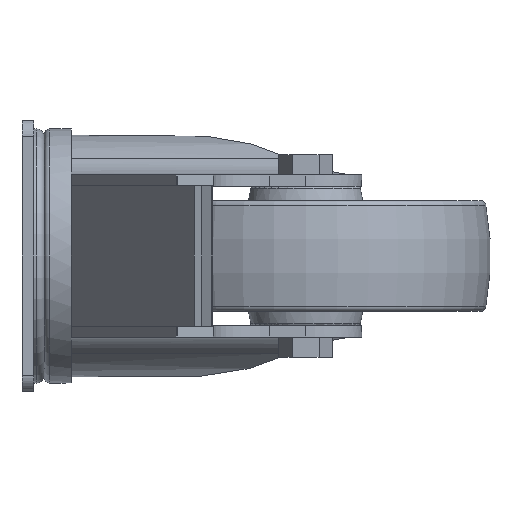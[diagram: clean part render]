
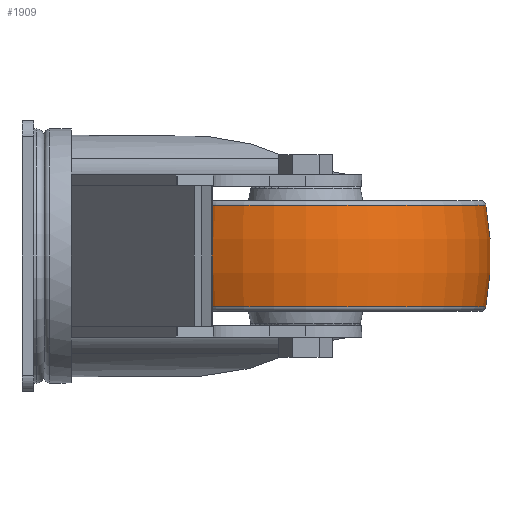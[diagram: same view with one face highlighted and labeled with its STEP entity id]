
A CAD part, left-side view. The second image highlights one B-rep face of the part: STEP entity #1909.
In plain terms, the highlighted toroidal (fillet/blend) face has major radius 37.5 mm and minor radius 112.5 mm.
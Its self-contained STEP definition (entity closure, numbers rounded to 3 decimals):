
#20=DEGENERATE_TOROIDAL_SURFACE('',#2101,37.5,112.5,.F.);
#148=CIRCLE('',#2100,73.086);
#149=CIRCLE('',#2102,73.086);
#616=ORIENTED_EDGE('',*,*,#925,.T.);
#617=ORIENTED_EDGE('',*,*,#924,.F.);
#924=EDGE_CURVE('',#1116,#1116,#148,.T.);
#925=EDGE_CURVE('',#1117,#1117,#149,.T.);
#1116=VERTEX_POINT('',#3242);
#1117=VERTEX_POINT('',#3245);
#1592=EDGE_LOOP('',(#616));
#1593=EDGE_LOOP('',(#617));
#1732=FACE_BOUND('',#1592,.T.);
#1733=FACE_BOUND('',#1593,.T.);
#1909=ADVANCED_FACE('',(#1732,#1733),#20,.F.);
#2100=AXIS2_PLACEMENT_3D('',#3241,#2603,#2604);
#2101=AXIS2_PLACEMENT_3D('',#3243,#2605,#2606);
#2102=AXIS2_PLACEMENT_3D('',#3244,#2607,#2608);
#2603=DIRECTION('',(0.,0.,-1.));
#2604=DIRECTION('',(-1.,0.,0.));
#2605=DIRECTION('',(0.,0.,-1.));
#2606=DIRECTION('',(-1.,0.,0.));
#2607=DIRECTION('',(0.,0.,-1.));
#2608=DIRECTION('',(-1.,0.,0.));
#3241=CARTESIAN_POINT('',(0.,0.,-20.663));
#3242=CARTESIAN_POINT('',(-73.086,0.,-20.663));
#3243=CARTESIAN_POINT('',(0.,0.,0.));
#3244=CARTESIAN_POINT('',(0.,0.,20.663));
#3245=CARTESIAN_POINT('',(-73.086,0.,20.663));
